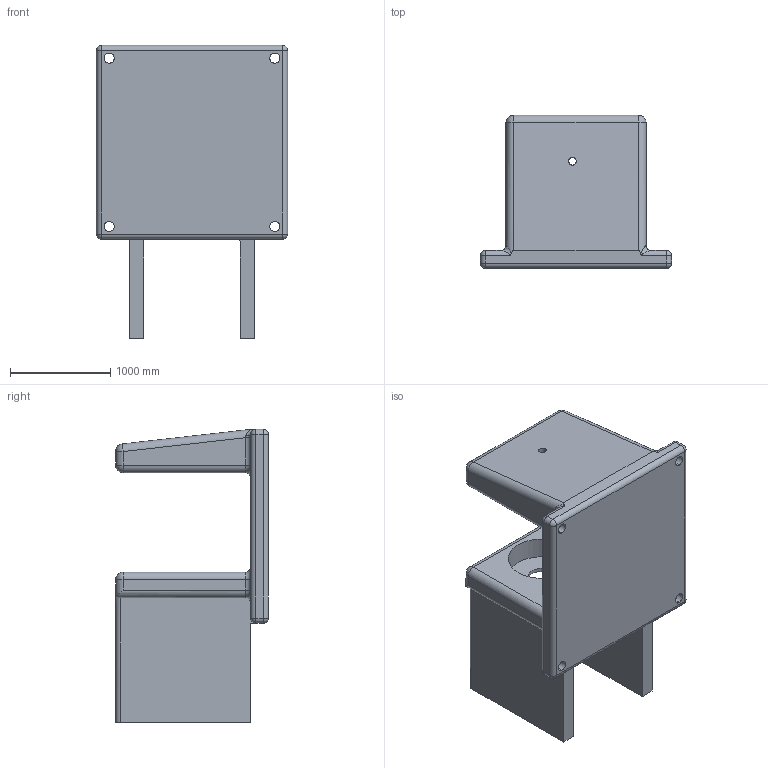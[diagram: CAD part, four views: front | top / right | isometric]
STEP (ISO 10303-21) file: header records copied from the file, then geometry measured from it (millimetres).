
FILE_DESCRIPTION((''),'2;1');
FILE_NAME('BASE','2016-05-26T',('arun.sam'),(''),'PRO/ENGINEER BY PARAMETRIC TECHNOLOGY CORPORATION, 2009440','PRO/ENGINEER BY PARAMETRIC TECHNOLOGY CORPORATION, 2009440','');
FILE_SCHEMA(('CONFIG_CONTROL_DESIGN'));
Length unit declared in the file: inch
Products named in the file (1): BASE
Bounding box: 1905 x 1524 x 2921 mm (x, y, z)
Volume: 2080219162.2 mm3; surface area: 24835481 mm2
Topology: 1 solids, 1 shells, 117 faces, 283 edges, 178 vertices
Faces by surface type: cylinder 60, plane 27, sphere 14, torus 10, bspline 6
Entity records: 3796 total; most frequent: CARTESIAN_POINT 995, DIRECTION 609, ORIENTED_EDGE 550, EDGE_CURVE 275, AXIS2_PLACEMENT_3D 238, VERTEX_POINT 162, VECTOR 133, LINE 133
